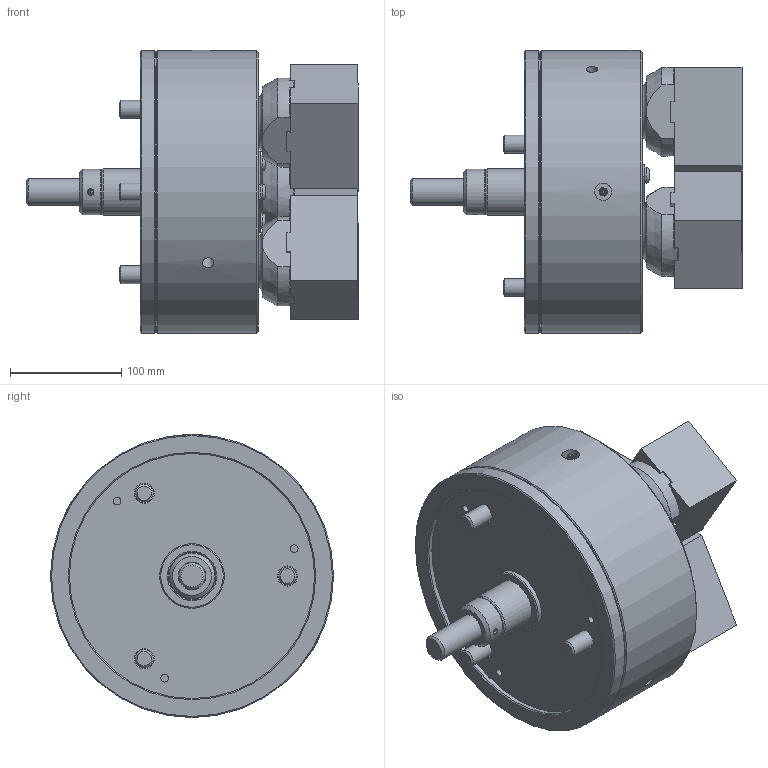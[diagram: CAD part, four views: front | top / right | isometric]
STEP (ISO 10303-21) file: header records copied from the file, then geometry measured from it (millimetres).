
FILE_DESCRIPTION (( 'STEP AP203' ), '1' );
FILE_NAME ('CF-3W-10.STEP', '2024-09-30T06:57:53', ( '' ), ( '' ), 'SwSTEP 2.0', 'SolidWorks 2020', '' );
FILE_SCHEMA (( 'CONFIG_CONTROL_DESIGN' ));
Length unit declared in the file: millimetre
Products named in the file (17): CF-3W-10-20000; 圓頭內六角螺栓_M12x25; CF-3W-10-21010; 圓頭內六角螺栓_M16x105; CF-3W-10-01010; CF-3W-10-22000; 圓頭內六角螺栓_M24x170; CF-3W-10-05010; M6黃油嘴; 半圓頭六角孔螺栓_M8x12; CF-3W-10-08010_000; 無頭六角孔螺絲_M6x6; CF-3W-10; CF-3W-10-11010; 無頭六角孔螺絲_M6x8; CF-3W-10-12000; 圓頭內六角螺栓_M6x16
Assembly tree (48 placements, depth 2):
  CF-3W-10
    CF-3W-10-01010
    CF-3W-10-05010  x3
    CF-3W-10-08010_000
    CF-3W-10-11010
    CF-3W-10-12000
    CF-3W-10-20000
    CF-3W-10-21010  x3
    CF-3W-10-22000  x3
    M6黃油嘴
    無頭六角孔螺絲_M6x6
    無頭六角孔螺絲_M6x8
    圓頭內六角螺栓_M6x16  x18
    圓頭內六角螺栓_M12x25  x6
    圓頭內六角螺栓_M16x105  x3
    圓頭內六角螺栓_M24x170
    半圓頭六角孔螺栓_M8x12  x3
Bounding box: 297.97 x 254 x 254 mm (x, y, z)
Volume: 6097941.7 mm3; surface area: 742430.7 mm2
Topology: 49 solids, 49 shells, 1196 faces, 2778 edges, 1741 vertices
Faces by surface type: plane 741, cylinder 219, cone 215, torus 12, sphere 9
Full cylindrical faces by diameter (mm): 2.5 x2, 3 x1, 5 x21, 6 x21, 6.6 x18, 6.8 x6, 8 x3, 8.5 x12, 9 x3, 10 x19, 10.2 x8, 11 x18, 12 x6, 13 x12, 14 x3, 15.5 x1, 16 x3, 17 x3, 18 x9, 20 x6, 21 x1, 24 x4, 24.5 x1, 25 x3, 36 x1, 37 x1, 41 x1, 42 x2, 45 x2, 58 x1
Entity records: 14278 total; most frequent: CARTESIAN_POINT 2440, DIRECTION 2047, ORIENTED_EDGE 1484, AXIS2_PLACEMENT_3D 855, EDGE_CURVE 742, EDGE_LOOP 732, VERTEX_POINT 562, FACE_OUTER_BOUND 556
